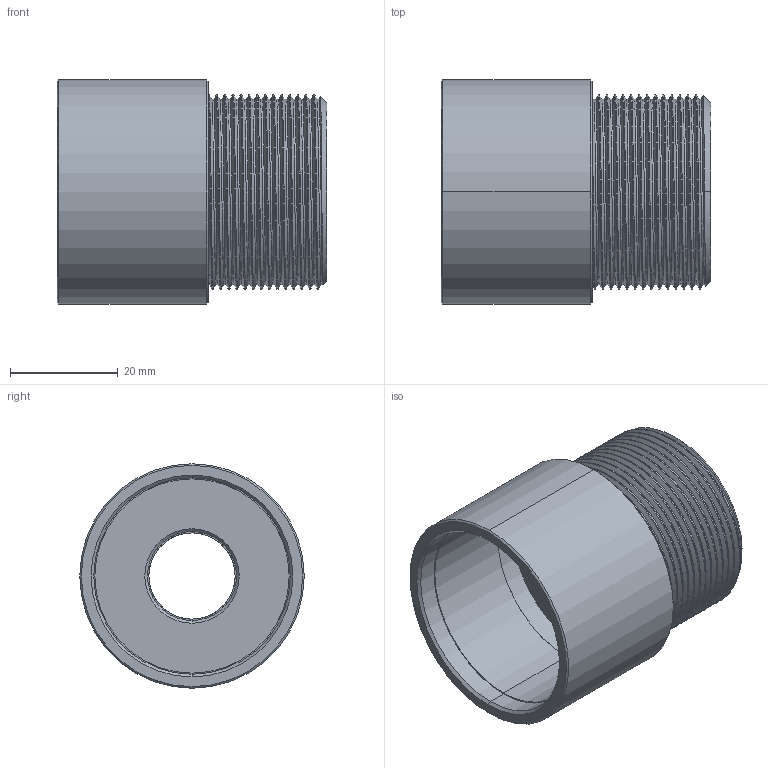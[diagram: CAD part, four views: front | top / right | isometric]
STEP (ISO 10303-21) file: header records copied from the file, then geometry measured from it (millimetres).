
FILE_DESCRIPTION (( 'STEP AP214' ), '1' );
FILE_NAME ('U1904048-48.STEP', '2017-07-25T07:05:07', ( 'compete' ), ( 'Hewlett-Packard Company' ), 'SwSTEP 2.0', 'SolidWorks 2017', '' );
FILE_SCHEMA (( 'AUTOMOTIVE_DESIGN' ));
Length unit declared in the file: millimetre
Products named in the file (6): U1904048-48; Stempelstangstætning_EB1052N3580; Oring_ORING 17,13 X 2,62; Leje_MU-B TFP 161810; Adapter_U19xxx48-48_A1_1040-A1; Skraber_CH56 PT 16 X 26 X 5,3
Assembly tree (5 placements, depth 2):
  U1904048-48
    Adapter_U19xxx48-48_A1_1040-A1
    Leje_MU-B TFP 161810
    Skraber_CH56 PT 16 X 26 X 5,3
    Oring_ORING 17,13 X 2,62
    Stempelstangstætning_EB1052N3580
Bounding box: 50 x 41.6 x 41.6 mm (x, y, z)
Volume: 28350.3 mm3; surface area: 19242.5 mm2
Topology: 5 solids, 5 shells, 126 faces, 284 edges, 174 vertices
Faces by surface type: cylinder 63, cone 26, torus 18, plane 16, bspline 3
Entity records: 6390 total; most frequent: CARTESIAN_POINT 3397, DIRECTION 606, ORIENTED_EDGE 568, EDGE_CURVE 284, AXIS2_PLACEMENT_3D 259, VERTEX_POINT 174, EDGE_LOOP 142, CIRCLE 128
